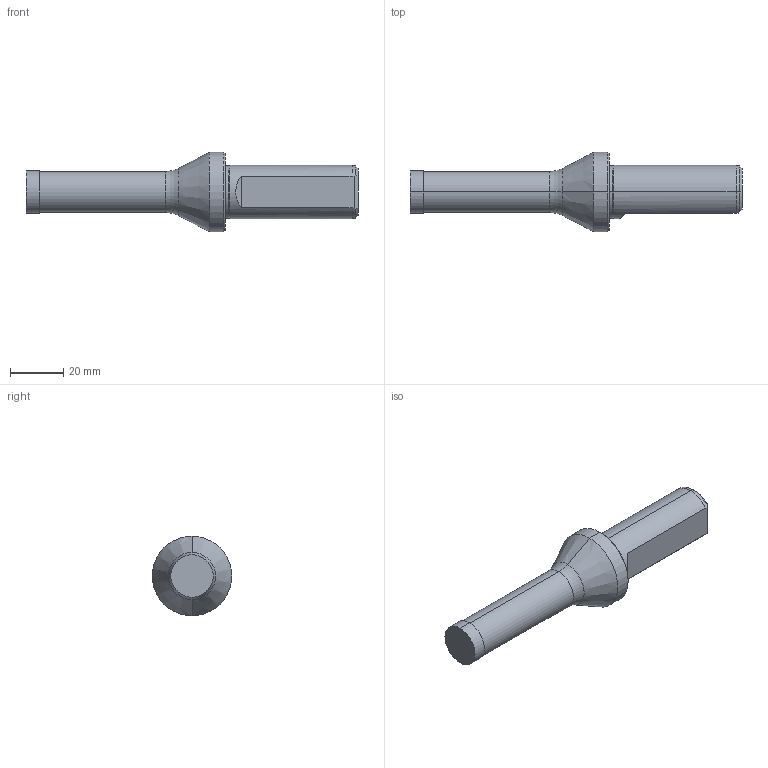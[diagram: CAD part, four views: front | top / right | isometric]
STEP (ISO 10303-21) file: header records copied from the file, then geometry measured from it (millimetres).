
FILE_DESCRIPTION (( 'STEP AP214' ), '1' );
FILE_NAME ('BW-16-48-20-04.STEP', '2015-12-21T10:10:48', ( '' ), ( '' ), 'SwSTEP 2.0', 'SolidWorks 2015', '' );
FILE_SCHEMA (( 'AUTOMOTIVE_DESIGN' ));
Length unit declared in the file: millimetre
Products named in the file (1): BW-16-48-20-04
Bounding box: 124.95 x 30 x 30 mm (x, y, z)
Volume: 34530.1 mm3; surface area: 9153.8 mm2
Topology: 1 solids, 1 shells, 45 faces, 95 edges, 53 vertices
Faces by surface type: cone 20, cylinder 14, plane 7, torus 4
Entity records: 1218 total; most frequent: DIRECTION 227, CARTESIAN_POINT 213, ORIENTED_EDGE 186, AXIS2_PLACEMENT_3D 95, EDGE_CURVE 93, VERTEX_POINT 53, CIRCLE 49, EDGE_LOOP 48
